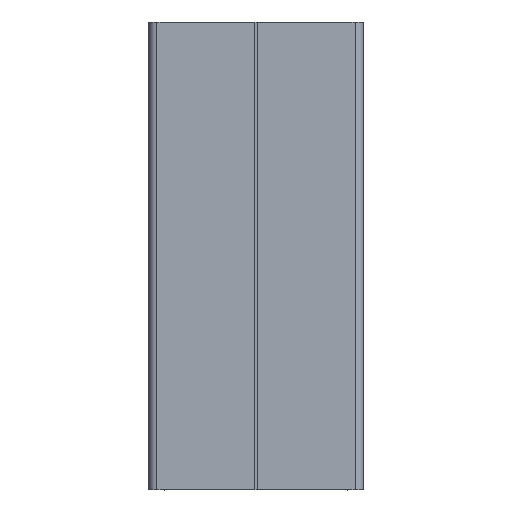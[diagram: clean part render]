
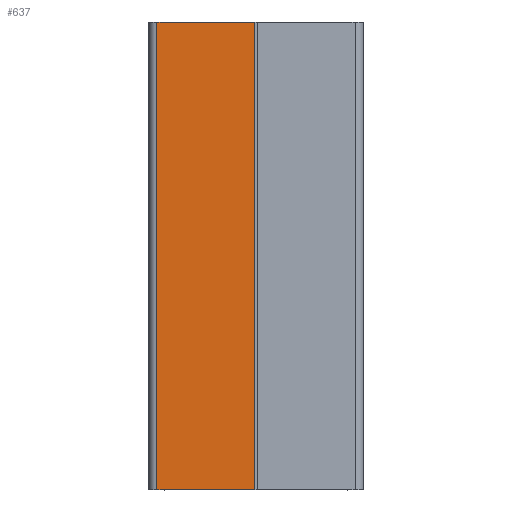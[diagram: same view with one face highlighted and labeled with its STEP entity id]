
A CAD part, top view. The second image highlights one B-rep face of the part: STEP entity #637.
In plain terms, the highlighted planar face has unit normal (0, 0, 1).
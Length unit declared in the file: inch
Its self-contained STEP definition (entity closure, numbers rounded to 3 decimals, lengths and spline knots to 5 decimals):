
#598=CARTESIAN_POINT('',(-0.015,2.58392,0.51808));
#599=VERTEX_POINT('',#598);
#600=CARTESIAN_POINT('',(-1.27,2.58392,0.51808));
#601=VERTEX_POINT('',#600);
#602=CARTESIAN_POINT('',(-0.015,2.58392,0.51808));
#603=DIRECTION('',(-1.,0.,0.));
#604=VECTOR('',#603,1.);
#605=LINE('',#602,#604);
#606=EDGE_CURVE('',#599,#601,#605,.T.);
#607=ORIENTED_EDGE('',*,*,#606,.T.);
#608=CARTESIAN_POINT('',(-1.27,-3.41608,0.51808));
#609=VERTEX_POINT('',#608);
#610=CARTESIAN_POINT('',(-1.27,-0.41608,0.51808));
#611=DIRECTION('',(0.,1.,0.));
#612=VECTOR('',#611,1.);
#613=LINE('',#610,#612);
#614=EDGE_CURVE('',#609,#601,#613,.T.);
#615=ORIENTED_EDGE('',*,*,#614,.F.);
#616=CARTESIAN_POINT('',(-0.015,-3.41608,0.51808));
#617=VERTEX_POINT('',#616);
#618=CARTESIAN_POINT('',(-0.015,-3.41608,0.51808));
#619=DIRECTION('',(1.,0.,0.));
#620=VECTOR('',#619,1.);
#621=LINE('',#618,#620);
#622=EDGE_CURVE('',#609,#617,#621,.T.);
#623=ORIENTED_EDGE('',*,*,#622,.T.);
#624=CARTESIAN_POINT('',(-0.015,-0.41608,0.51808));
#625=DIRECTION('',(0.,1.,0.));
#626=VECTOR('',#625,1.);
#627=LINE('',#624,#626);
#628=EDGE_CURVE('',#617,#599,#627,.T.);
#629=ORIENTED_EDGE('',*,*,#628,.T.);
#630=EDGE_LOOP('',(#607,#615,#623,#629));
#631=FACE_OUTER_BOUND('',#630,.T.);
#632=CARTESIAN_POINT('',(-0.6425,-0.41608,0.51808));
#633=DIRECTION('',(0.,0.,1.));
#634=DIRECTION('',(1.,0.,0.));
#635=AXIS2_PLACEMENT_3D('',#632,#633,#634);
#636=PLANE('',#635);
#637=ADVANCED_FACE('',(#631),#636,.T.);
